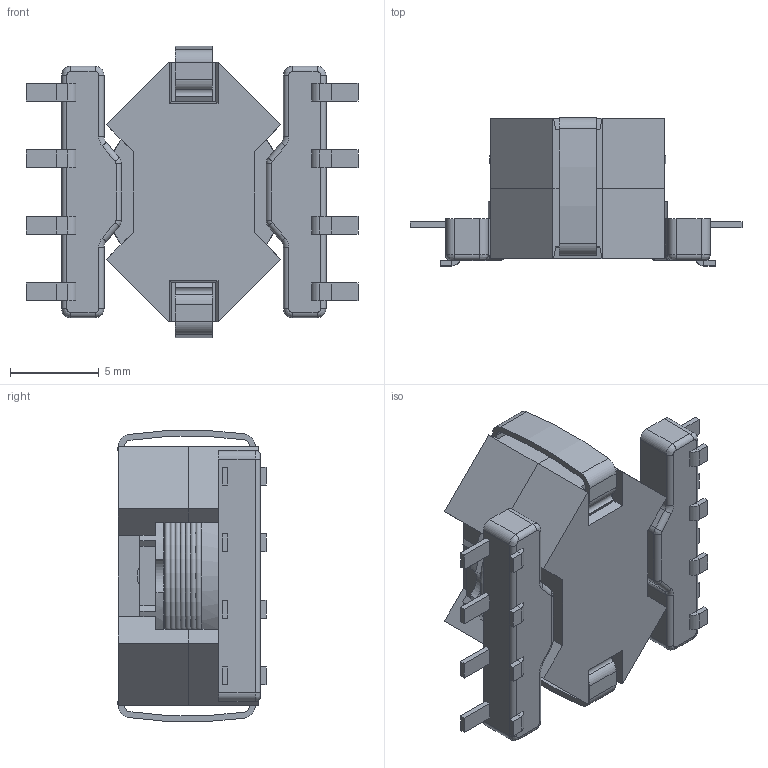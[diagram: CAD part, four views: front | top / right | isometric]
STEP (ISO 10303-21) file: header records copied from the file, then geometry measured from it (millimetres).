
FILE_DESCRIPTION(/* description */ ('STEP AP214'),/* implementation_level */ '2;1');
FILE_NAME(/* name */ 'RM5-ILP-L19-8P.stp',/* time_stamp */ '2024-03-26T11:57:59+01:00',/* author */ ('mt'),/* organization */ (''),/* preprocessor_version */ 'ST-DEVELOPER v20',/* originating_system */ 'Autodesk Inventor 2024',/* authorisation */ '');
FILE_SCHEMA (('CONFIG_CONTROL_DESIGN'));
Length unit declared in the file: millimetre
Products named in the file (6): RM5-ILP-L19-8P; RM5-ILP-L19-8P Bobbin; Uzwojenie^RM5-K-8P-SS-SMD_z³o¿enie; RM-5 kerne ILP; RM-5 kerne ILP_1; Clip for RM5
Assembly tree (6 placements, depth 2):
  RM5-ILP-L19-8P
    RM5-ILP-L19-8P Bobbin
    Uzwojenie^RM5-K-8P-SS-SMD_z³o¿enie
    RM-5 kerne ILP
    RM-5 kerne ILP_1
    Clip for RM5  x2
Bounding box: 18.7 x 8.34 x 16.41 mm (x, y, z)
Volume: 994 mm3; surface area: 2389.9 mm2
Topology: 22 solids, 22 shells, 471 faces, 1159 edges, 750 vertices
Faces by surface type: plane 308, cylinder 93, bspline 52, torus 18
Full cylindrical faces by diameter (mm): 4.9 x2, 5 x1, 6 x1, 10.1 x1
Entity records: 14018 total; most frequent: CARTESIAN_POINT 2957, ORIENTED_EDGE 2198, DIRECTION 2059, EDGE_CURVE 1099, LINE 787, VECTOR 787, VERTEX_POINT 710, AXIS2_PLACEMENT_3D 636
